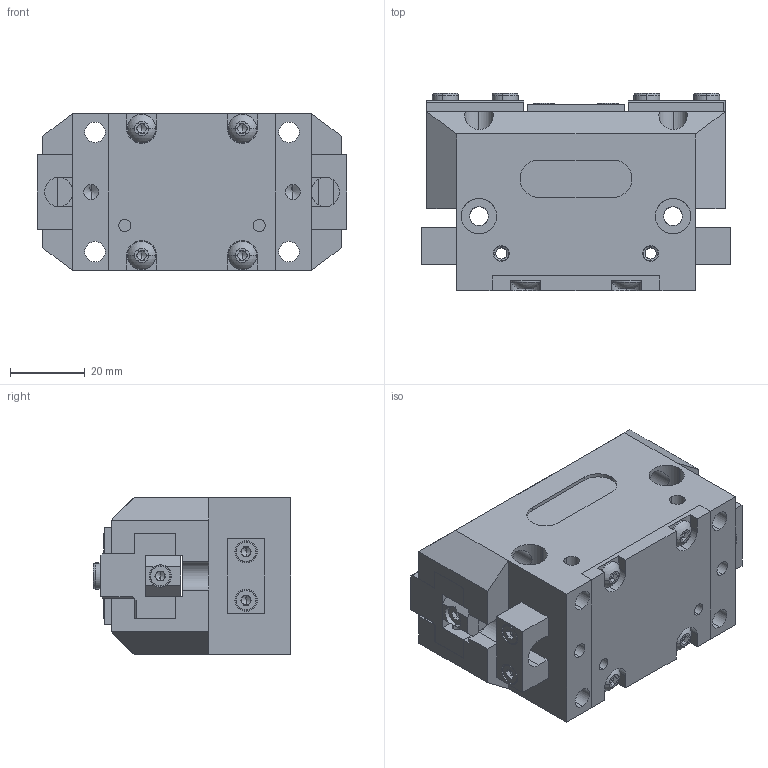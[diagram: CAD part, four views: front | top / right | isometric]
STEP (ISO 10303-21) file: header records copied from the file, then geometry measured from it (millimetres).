
FILE_DESCRIPTION (( 'STEP AP214' ), '1' );
FILE_NAME ('2PG 080.STEP', '2012-02-28T06:07:51', ( 'xw4600' ), ( '' ), 'SwSTEP 2.0', 'SolidWorks 2010', '' );
FILE_SCHEMA (( 'AUTOMOTIVE_DESIGN' ));
Length unit declared in the file: millimetre
Products named in the file (14): 2PG080-04_ル遽; 2PG080-06-1_ル遽; 2PG080-06-2_ル遽; 2PG080-07_ル遽; 2PG080-08_ル遽; 2PG080-09_ル遽; 2PG080-10_ル遽; SPRING(2PG080)_Default; Socket Button Head Screw_ISO 7380 - M4 x 10 --- 10N; socket head cap screw_ISO 4762 M3 x 20 --- 20N; countersunk head screw_ISO 10642 - M3 x 8 --- 8N; socket head cap screw_ISO 4762 M3 x 12 --- 12N; 2PG 080; 2PG080-01_ル遽
Assembly tree (29 placements, depth 2):
  2PG 080
    2PG080-10_ル遽  x4
    countersunk head screw_ISO 10642 - M3 x 8 --- 8N  x4
    2PG080-01_ル遽
    Socket Button Head Screw_ISO 7380 - M4 x 10 --- 10N  x4
    2PG080-09_ル遽  x2
    2PG080-08_ル遽
    2PG080-07_ル遽
    socket head cap screw_ISO 4762 M3 x 20 --- 20N  x2
    SPRING(2PG080)_Default  x2
    2PG080-06-2_ル遽
    socket head cap screw_ISO 4762 M3 x 12 --- 12N  x4
    2PG080-06-1_ル遽
    2PG080-04_ル遽  x2
Bounding box: 83 x 53 x 42 mm (x, y, z)
Volume: 112505.1 mm3; surface area: 54010.6 mm2
Topology: 29 solids, 29 shells, 918 faces, 2202 edges, 1338 vertices
Faces by surface type: plane 454, cylinder 274, cone 136, torus 40, sphere 8, bspline 6
Entity records: 20062 total; most frequent: CARTESIAN_POINT 6000, DIRECTION 2817, ORIENTED_EDGE 2582, EDGE_CURVE 1291, AXIS2_PLACEMENT_3D 1025, VERTEX_POINT 824, LINE 767, VECTOR 767
